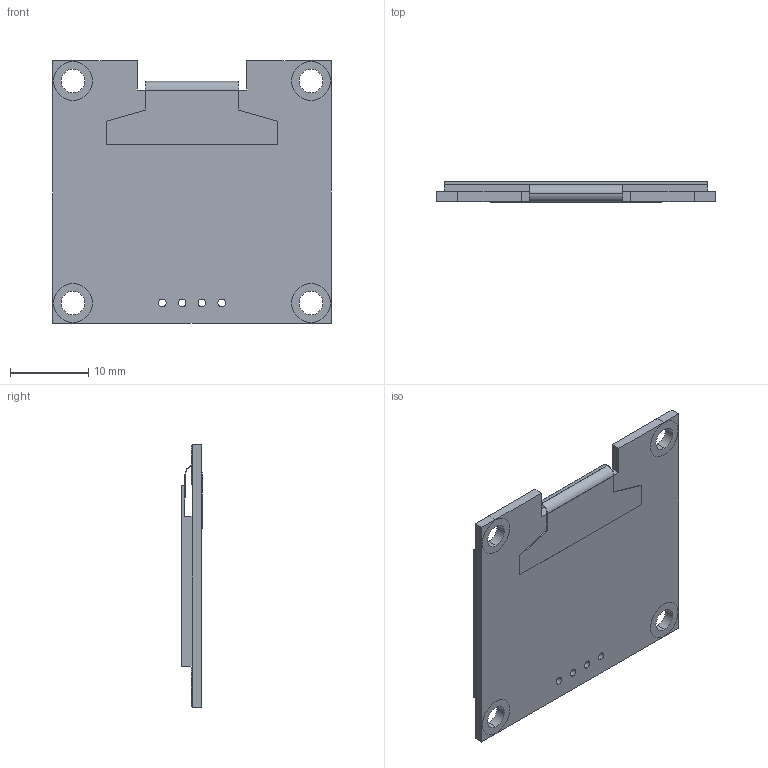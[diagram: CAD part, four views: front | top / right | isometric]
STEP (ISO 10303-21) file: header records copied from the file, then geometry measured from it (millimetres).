
FILE_DESCRIPTION (( 'STEP AP214' ), '1' );
FILE_NAME ('1.3'''' OLED.STEP', '2023-02-06T09:00:47', ( '' ), ( '' ), 'SwSTEP 2.0', 'SolidWorks 2020', '' );
FILE_SCHEMA (( 'AUTOMOTIVE_DESIGN' ));
Length unit declared in the file: millimetre
Products named in the file (1): 1.3'''' OLED
Bounding box: 35.65 x 2.6 x 33.6 mm (x, y, z)
Volume: 2209.6 mm3; surface area: 4730.3 mm2
Topology: 7 solids, 7 shells, 79 faces, 192 edges, 128 vertices
Faces by surface type: plane 43, cylinder 36
Entity records: 2518 total; most frequent: DIRECTION 424, CARTESIAN_POINT 400, ORIENTED_EDGE 384, EDGE_CURVE 192, AXIS2_PLACEMENT_3D 152, VERTEX_POINT 128, VECTOR 120, LINE 120
